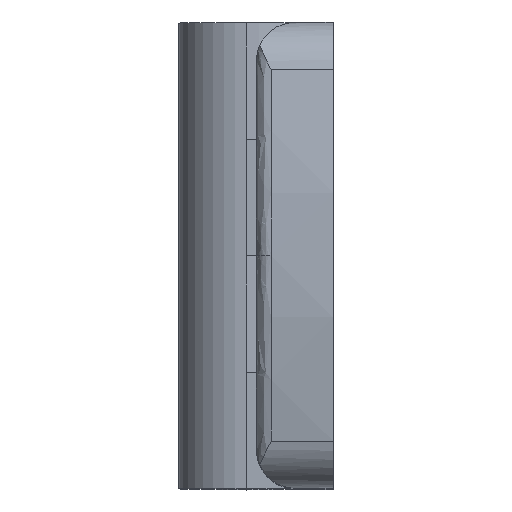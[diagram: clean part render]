
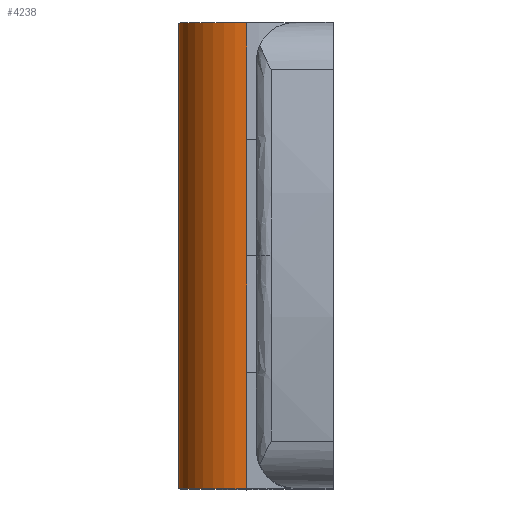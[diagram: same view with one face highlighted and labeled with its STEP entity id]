
A CAD part, top view. The second image highlights one B-rep face of the part: STEP entity #4238.
In plain terms, the highlighted cylindrical face has radius 7 mm (diameter 14 mm), a partial arc.
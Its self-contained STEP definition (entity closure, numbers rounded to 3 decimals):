
#99 = DIRECTION ( 'NONE',  ( 0., 0., -1. ) ) ;
#128 = CIRCLE ( 'NONE', #3271, 7. ) ;
#255 = EDGE_CURVE ( 'NONE', #3576, #1169, #3548, .T. ) ;
#316 = CARTESIAN_POINT ( 'NONE',  ( 8.9, 0., -7. ) ) ;
#319 = AXIS2_PLACEMENT_3D ( 'NONE', #4115, #2044, #5013 ) ;
#361 = VECTOR ( 'NONE', #751, 1000. ) ;
#409 = EDGE_CURVE ( 'NONE', #1169, #3018, #949, .T. ) ;
#416 = CARTESIAN_POINT ( 'NONE',  ( 8.9, -24., -7. ) ) ;
#511 = VECTOR ( 'NONE', #5255, 1000. ) ;
#650 = ORIENTED_EDGE ( 'NONE', *, *, #409, .T. ) ;
#727 = DIRECTION ( 'NONE',  ( 0., -1., 0. ) ) ;
#751 = DIRECTION ( 'NONE',  ( 0., -1., 0. ) ) ;
#833 = EDGE_CURVE ( 'NONE', #5357, #3179, #4008, .T. ) ;
#836 = EDGE_LOOP ( 'NONE', ( #5017, #3450, #650, #2884, #3589, #3704, #943, #1211, #4756, #4241 ) ) ;
#937 = CARTESIAN_POINT ( 'NONE',  ( 8.9, -12., -7. ) ) ;
#943 = ORIENTED_EDGE ( 'NONE', *, *, #3609, .F. ) ;
#949 = LINE ( 'NONE', #4938, #511 ) ;
#1116 = CARTESIAN_POINT ( 'NONE',  ( 8.9, -24., 7. ) ) ;
#1141 = VECTOR ( 'NONE', #2606, 1000. ) ;
#1164 = CARTESIAN_POINT ( 'NONE',  ( 8.9, -24., -7. ) ) ;
#1169 = VERTEX_POINT ( 'NONE', #1899 ) ;
#1180 = LINE ( 'NONE', #1164, #361 ) ;
#1211 = ORIENTED_EDGE ( 'NONE', *, *, #2914, .T. ) ;
#1253 = CARTESIAN_POINT ( 'NONE',  ( 8.9, 12., -7. ) ) ;
#1313 = CARTESIAN_POINT ( 'NONE',  ( 8.9, 12., 7. ) ) ;
#1320 = CARTESIAN_POINT ( 'NONE',  ( 8.9, -24., 0. ) ) ;
#1404 = VECTOR ( 'NONE', #2721, 1000. ) ;
#1505 = CARTESIAN_POINT ( 'NONE',  ( 8.9, 24., 0. ) ) ;
#1519 = VERTEX_POINT ( 'NONE', #316 ) ;
#1592 = LINE ( 'NONE', #1758, #1141 ) ;
#1665 = VERTEX_POINT ( 'NONE', #4267 ) ;
#1726 = DIRECTION ( 'NONE',  ( 0., -1., 0. ) ) ;
#1732 = DIRECTION ( 'NONE',  ( 0., -1., 0. ) ) ;
#1758 = CARTESIAN_POINT ( 'NONE',  ( 8.9, -24., -7. ) ) ;
#1820 = CARTESIAN_POINT ( 'NONE',  ( 8.9, -24., 7. ) ) ;
#1887 = EDGE_CURVE ( 'NONE', #3576, #3179, #2952, .T. ) ;
#1899 = CARTESIAN_POINT ( 'NONE',  ( 8.9, 24., -7. ) ) ;
#2001 = VERTEX_POINT ( 'NONE', #1820 ) ;
#2044 = DIRECTION ( 'NONE',  ( 0., -1., 0. ) ) ;
#2147 = CARTESIAN_POINT ( 'NONE',  ( 8.9, -12., 7. ) ) ;
#2606 = DIRECTION ( 'NONE',  ( 0., -1., 0. ) ) ;
#2721 = DIRECTION ( 'NONE',  ( 0., -1., 0. ) ) ;
#2754 = AXIS2_PLACEMENT_3D ( 'NONE', #1505, #727, #4067 ) ;
#2786 = VECTOR ( 'NONE', #5049, 1000. ) ;
#2795 = CYLINDRICAL_SURFACE ( 'NONE', #319, 7. ) ;
#2847 = FACE_OUTER_BOUND ( 'NONE', #836, .T. ) ;
#2884 = ORIENTED_EDGE ( 'NONE', *, *, #4290, .T. ) ;
#2890 = VERTEX_POINT ( 'NONE', #2147 ) ;
#2914 = EDGE_CURVE ( 'NONE', #2001, #2890, #5326, .T. ) ;
#2952 = LINE ( 'NONE', #5051, #5356 ) ;
#2958 = DIRECTION ( 'NONE',  ( 0., 1., 0. ) ) ;
#2962 = VERTEX_POINT ( 'NONE', #937 ) ;
#2984 = EDGE_CURVE ( 'NONE', #5357, #2890, #4985, .T. ) ;
#3018 = VERTEX_POINT ( 'NONE', #1253 ) ;
#3107 = VECTOR ( 'NONE', #4183, 1000. ) ;
#3179 = VERTEX_POINT ( 'NONE', #1313 ) ;
#3271 = AXIS2_PLACEMENT_3D ( 'NONE', #1320, #1726, #99 ) ;
#3450 = ORIENTED_EDGE ( 'NONE', *, *, #255, .T. ) ;
#3548 = CIRCLE ( 'NONE', #2754, 7. ) ;
#3576 = VERTEX_POINT ( 'NONE', #4866 ) ;
#3589 = ORIENTED_EDGE ( 'NONE', *, *, #3800, .T. ) ;
#3609 = EDGE_CURVE ( 'NONE', #2001, #1665, #128, .T. ) ;
#3690 = CARTESIAN_POINT ( 'NONE',  ( 8.9, -24., 7. ) ) ;
#3704 = ORIENTED_EDGE ( 'NONE', *, *, #4592, .T. ) ;
#3800 = EDGE_CURVE ( 'NONE', #1519, #2962, #1592, .T. ) ;
#4008 = LINE ( 'NONE', #3690, #2786 ) ;
#4067 = DIRECTION ( 'NONE',  ( 0., 0., -1. ) ) ;
#4115 = CARTESIAN_POINT ( 'NONE',  ( 8.9, -24., 0. ) ) ;
#4183 = DIRECTION ( 'NONE',  ( 0., -1., 0. ) ) ;
#4238 = ADVANCED_FACE ( 'NONE', ( #2847 ), #2795, .T. ) ;
#4241 = ORIENTED_EDGE ( 'NONE', *, *, #833, .T. ) ;
#4267 = CARTESIAN_POINT ( 'NONE',  ( 8.9, -24., -7. ) ) ;
#4290 = EDGE_CURVE ( 'NONE', #3018, #1519, #5311, .T. ) ;
#4592 = EDGE_CURVE ( 'NONE', #2962, #1665, #1180, .T. ) ;
#4674 = CARTESIAN_POINT ( 'NONE',  ( 8.9, -24., 7. ) ) ;
#4756 = ORIENTED_EDGE ( 'NONE', *, *, #2984, .F. ) ;
#4850 = CARTESIAN_POINT ( 'NONE',  ( 8.9, 0., 7. ) ) ;
#4866 = CARTESIAN_POINT ( 'NONE',  ( 8.9, 24., 7. ) ) ;
#4938 = CARTESIAN_POINT ( 'NONE',  ( 8.9, -24., -7. ) ) ;
#4985 = LINE ( 'NONE', #1116, #1404 ) ;
#5013 = DIRECTION ( 'NONE',  ( 0., 0., -1. ) ) ;
#5017 = ORIENTED_EDGE ( 'NONE', *, *, #1887, .F. ) ;
#5049 = DIRECTION ( 'NONE',  ( 0., 1., 0. ) ) ;
#5051 = CARTESIAN_POINT ( 'NONE',  ( 8.9, -24., 7. ) ) ;
#5255 = DIRECTION ( 'NONE',  ( 0., -1., 0. ) ) ;
#5259 = VECTOR ( 'NONE', #2958, 1000. ) ;
#5311 = LINE ( 'NONE', #416, #3107 ) ;
#5326 = LINE ( 'NONE', #4674, #5259 ) ;
#5356 = VECTOR ( 'NONE', #1732, 1000. ) ;
#5357 = VERTEX_POINT ( 'NONE', #4850 ) ;
